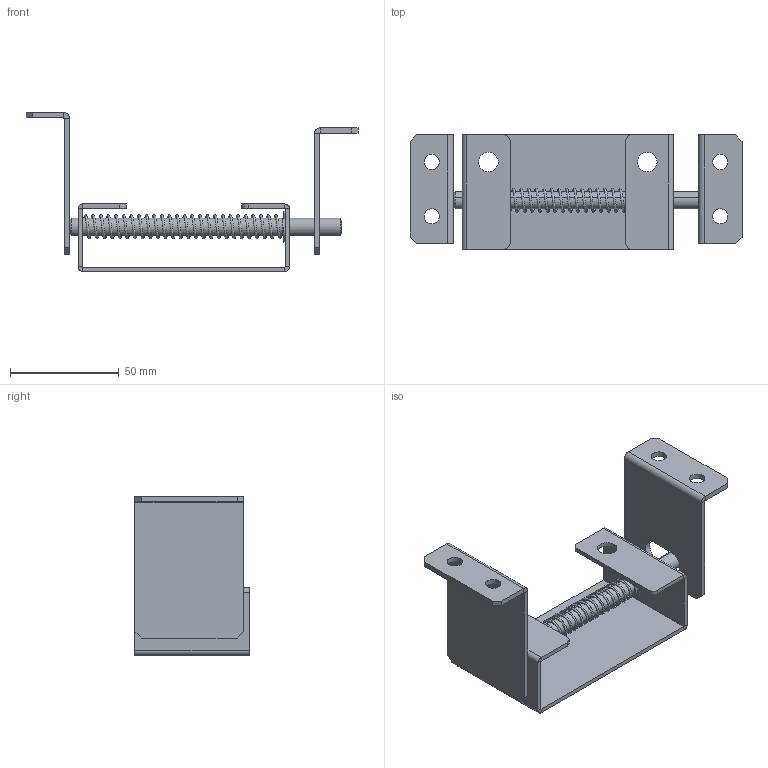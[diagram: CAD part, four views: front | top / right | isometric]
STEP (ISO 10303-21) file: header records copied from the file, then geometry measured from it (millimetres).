
FILE_DESCRIPTION (( 'STEP AP203' ), '1' );
FILE_NAME ('R5AE01.step', '2011-03-17T12:28:59', ( 'User' ), ( 'DKC' ), 'SwSTEP 2.0', 'SolidWorks 2011', '' );
FILE_SCHEMA (( 'CONFIG_CONTROL_DESIGN' ));
Length unit declared in the file: millimetre
Products named in the file (7): AC00C201_AC00C201; AC00C204; Lock washer DIN 6799 - 7_Lock washer DIN 6799 - 7; spring; AC00C203; AC00C202; R5AE01
Assembly tree (6 placements, depth 2):
  R5AE01
    spring
    AC00C203
    AC00C202
    AC00C201_AC00C201
    AC00C204
    Lock washer DIN 6799 - 7_Lock washer DIN 6799 - 7
Bounding box: 152.5 x 52.5 x 73 mm (x, y, z)
Volume: 44691.7 mm3; surface area: 43006.3 mm2
Topology: 6 solids, 6 shells, 145 faces, 341 edges, 210 vertices
Faces by surface type: plane 78, cylinder 61, cone 4, bspline 2
Entity records: 14896 total; most frequent: CARTESIAN_POINT 10701, DIRECTION 773, ORIENTED_EDGE 682, EDGE_CURVE 341, AXIS2_PLACEMENT_3D 282, VERTEX_POINT 210, LINE 209, VECTOR 209
